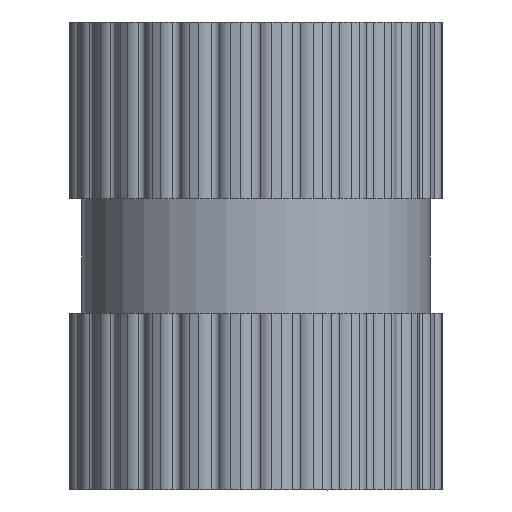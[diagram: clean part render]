
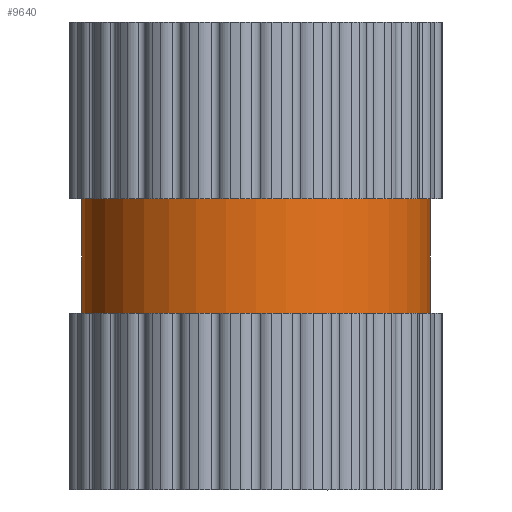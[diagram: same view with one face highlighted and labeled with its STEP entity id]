
A CAD part, front view. The second image highlights one B-rep face of the part: STEP entity #9640.
In plain terms, the highlighted cylindrical face has radius 1.86 mm (diameter 3.72 mm), a full revolution.
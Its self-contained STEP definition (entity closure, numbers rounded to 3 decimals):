
#1883=ORIENTED_EDGE('',*,*,#3933,.T.);
#1884=ORIENTED_EDGE('',*,*,#3875,.F.);
#3875=EDGE_CURVE('',#4898,#4898,#5442,.T.);
#3933=EDGE_CURVE('',#4901,#4901,#5500,.T.);
#4898=VERTEX_POINT('',#15096);
#4901=VERTEX_POINT('',#15158);
#5442=CIRCLE('',#10342,1.86);
#5500=CIRCLE('',#10401,1.86);
#5734=EDGE_LOOP('',(#1883));
#5735=EDGE_LOOP('',(#1884));
#6162=FACE_BOUND('',#5734,.T.);
#6163=FACE_BOUND('',#5735,.T.);
#6581=CYLINDRICAL_SURFACE('',#10400,1.86);
#9640=ADVANCED_FACE('',(#6162,#6163),#6581,.T.);
#10342=AXIS2_PLACEMENT_3D('',#15095,#11768,#11769);
#10400=AXIS2_PLACEMENT_3D('',#15156,#11884,#11885);
#10401=AXIS2_PLACEMENT_3D('',#15157,#11886,#11887);
#11768=DIRECTION('',(0.,0.,1.));
#11769=DIRECTION('',(1.,0.,0.));
#11884=DIRECTION('',(0.,0.,1.));
#11885=DIRECTION('',(1.,0.,0.));
#11886=DIRECTION('',(0.,0.,1.));
#11887=DIRECTION('',(1.,0.,0.));
#15095=CARTESIAN_POINT('',(0.,0.,3.11));
#15096=CARTESIAN_POINT('',(1.86,0.,3.11));
#15156=CARTESIAN_POINT('',(0.,0.,0.));
#15157=CARTESIAN_POINT('',(0.,0.,1.89));
#15158=CARTESIAN_POINT('',(1.86,0.,1.89));
